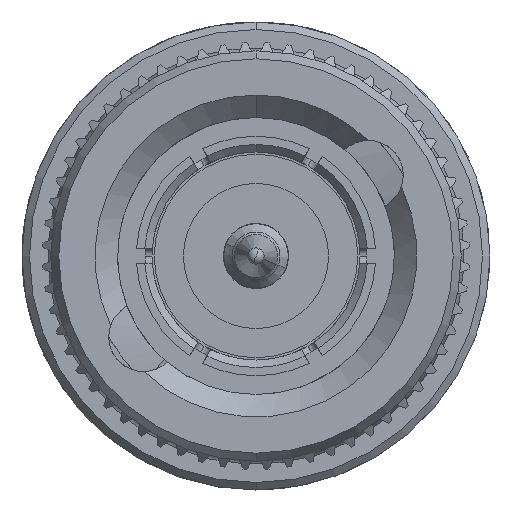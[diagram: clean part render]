
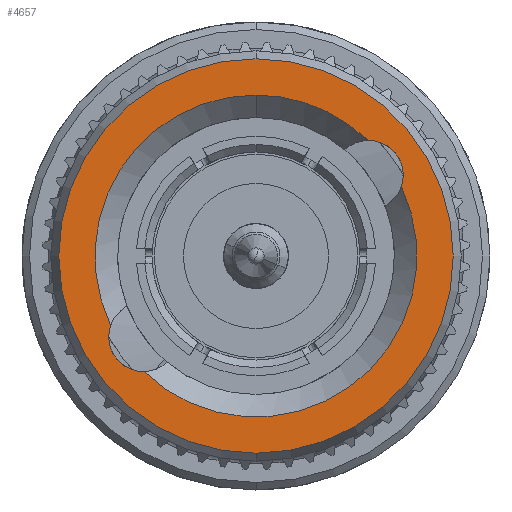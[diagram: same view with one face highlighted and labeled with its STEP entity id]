
A CAD part, front view. The second image highlights one B-rep face of the part: STEP entity #4657.
In plain terms, the highlighted face is planar.
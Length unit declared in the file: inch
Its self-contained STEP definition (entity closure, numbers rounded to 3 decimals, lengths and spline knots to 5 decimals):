
#264 = CARTESIAN_POINT ( 'NONE',  ( 0.33873, -0.15021, 0.10789 ) ) ;
#316 = CIRCLE ( 'NONE', #5311, 0.21494 ) ;
#465 = CARTESIAN_POINT ( 'NONE',  ( 0.33873, 0.15021, -0.15434 ) ) ;
#1041 = CIRCLE ( 'NONE', #2113, 0.04645 ) ;
#1422 = VERTEX_POINT ( 'NONE', #21875 ) ;
#1503 = DIRECTION ( 'NONE',  ( 1., 0., 0. ) ) ;
#1850 = DIRECTION ( 'NONE',  ( 0., 0., -1. ) ) ;
#1937 = EDGE_CURVE ( 'NONE', #19110, #18679, #15907, .T. ) ;
#2027 = CARTESIAN_POINT ( 'NONE',  ( 0.33873, 0.15021, -0.10789 ) ) ;
#2113 = AXIS2_PLACEMENT_3D ( 'NONE', #2027, #18991, #20539 ) ;
#2459 = AXIS2_PLACEMENT_3D ( 'NONE', #264, #1503, #15198 ) ;
#2498 = AXIS2_PLACEMENT_3D ( 'NONE', #4563, #14684, #11430 ) ;
#2530 = DIRECTION ( 'NONE',  ( 0., 0., -1. ) ) ;
#2829 = AXIS2_PLACEMENT_3D ( 'NONE', #20202, #9661, #15046 ) ;
#2894 = AXIS2_PLACEMENT_3D ( 'NONE', #6966, #13717, #17986 ) ;
#3023 = PLANE ( 'NONE',  #2829 ) ;
#3289 = CARTESIAN_POINT ( 'NONE',  ( 0.33873, 0., -0.26339 ) ) ;
#3866 = EDGE_CURVE ( 'NONE', #17600, #15626, #21861, .T. ) ;
#3917 = ORIENTED_EDGE ( 'NONE', *, *, #13507, .T. ) ;
#4563 = CARTESIAN_POINT ( 'NONE',  ( 0.33873, 0., 0. ) ) ;
#4654 = DIRECTION ( 'NONE',  ( 1., 0., 0. ) ) ;
#4657 = ADVANCED_FACE ( 'NONE', ( #13140, #13356 ), #3023, .F. ) ;
#5054 = EDGE_CURVE ( 'NONE', #18679, #10788, #316, .T. ) ;
#5311 = AXIS2_PLACEMENT_3D ( 'NONE', #21747, #11316, #9520 ) ;
#5787 = ORIENTED_EDGE ( 'NONE', *, *, #18387, .T. ) ;
#6222 = CARTESIAN_POINT ( 'NONE',  ( 0.33873, 0.15021, -0.10789 ) ) ;
#6966 = CARTESIAN_POINT ( 'NONE',  ( 0.33873, 0., 0. ) ) ;
#8135 = CARTESIAN_POINT ( 'NONE',  ( 0.33873, -0.15021, 0.10789 ) ) ;
#8475 = ORIENTED_EDGE ( 'NONE', *, *, #5054, .T. ) ;
#8527 = EDGE_CURVE ( 'NONE', #9752, #1422, #10620, .T. ) ;
#9520 = DIRECTION ( 'NONE',  ( 0., 0., -1. ) ) ;
#9661 = DIRECTION ( 'NONE',  ( 1., 0., 0. ) ) ;
#9752 = VERTEX_POINT ( 'NONE', #20861 ) ;
#10066 = DIRECTION ( 'NONE',  ( 0., 0., 1. ) ) ;
#10079 = CIRCLE ( 'NONE', #2894, 0.26339 ) ;
#10092 = EDGE_CURVE ( 'NONE', #11500, #19110, #1041, .T. ) ;
#10404 = DIRECTION ( 'NONE',  ( 1., 0., 0. ) ) ;
#10620 = CIRCLE ( 'NONE', #17784, 0.04645 ) ;
#10671 = ORIENTED_EDGE ( 'NONE', *, *, #15361, .T. ) ;
#10788 = VERTEX_POINT ( 'NONE', #13404 ) ;
#10874 = EDGE_CURVE ( 'NONE', #10788, #9752, #11779, .T. ) ;
#10893 = AXIS2_PLACEMENT_3D ( 'NONE', #20704, #10404, #1850 ) ;
#10949 = CARTESIAN_POINT ( 'NONE',  ( 0.33873, 0., 0. ) ) ;
#11316 = DIRECTION ( 'NONE',  ( 1., 0., 0. ) ) ;
#11368 = AXIS2_PLACEMENT_3D ( 'NONE', #10949, #19371, #2530 ) ;
#11430 = DIRECTION ( 'NONE',  ( 0., 0., 1. ) ) ;
#11500 = VERTEX_POINT ( 'NONE', #465 ) ;
#11505 = ORIENTED_EDGE ( 'NONE', *, *, #10092, .T. ) ;
#11779 = CIRCLE ( 'NONE', #2459, 0.04645 ) ;
#12269 = ORIENTED_EDGE ( 'NONE', *, *, #8527, .T. ) ;
#12580 = CARTESIAN_POINT ( 'NONE',  ( 0.33873, 0.14961, -0.15433 ) ) ;
#13140 = FACE_BOUND ( 'NONE', #17035, .T. ) ;
#13356 = FACE_OUTER_BOUND ( 'NONE', #17288, .T. ) ;
#13404 = CARTESIAN_POINT ( 'NONE',  ( 0.33873, -0.14961, 0.15433 ) ) ;
#13507 = EDGE_CURVE ( 'NONE', #18733, #11500, #15244, .T. ) ;
#13717 = DIRECTION ( 'NONE',  ( -1., 0., 0. ) ) ;
#14684 = DIRECTION ( 'NONE',  ( -1., 0., 0. ) ) ;
#14939 = CIRCLE ( 'NONE', #11368, 0.21494 ) ;
#15046 = DIRECTION ( 'NONE',  ( 0., 0., -1. ) ) ;
#15198 = DIRECTION ( 'NONE',  ( 0., 0., 1. ) ) ;
#15225 = ORIENTED_EDGE ( 'NONE', *, *, #3866, .T. ) ;
#15244 = CIRCLE ( 'NONE', #16671, 0.04645 ) ;
#15310 = ORIENTED_EDGE ( 'NONE', *, *, #1937, .T. ) ;
#15361 = EDGE_CURVE ( 'NONE', #15626, #17600, #10079, .T. ) ;
#15612 = CARTESIAN_POINT ( 'NONE',  ( 0.33873, 0., 0.21494 ) ) ;
#15626 = VERTEX_POINT ( 'NONE', #15688 ) ;
#15688 = CARTESIAN_POINT ( 'NONE',  ( 0.33873, 0., 0.26339 ) ) ;
#15907 = CIRCLE ( 'NONE', #10893, 0.21494 ) ;
#16671 = AXIS2_PLACEMENT_3D ( 'NONE', #6222, #4654, #16782 ) ;
#16782 = DIRECTION ( 'NONE',  ( 0., 0., -1. ) ) ;
#17035 = EDGE_LOOP ( 'NONE', ( #15310, #8475, #18861, #12269, #5787, #3917, #11505 ) ) ;
#17288 = EDGE_LOOP ( 'NONE', ( #15225, #10671 ) ) ;
#17600 = VERTEX_POINT ( 'NONE', #3289 ) ;
#17784 = AXIS2_PLACEMENT_3D ( 'NONE', #8135, #21712, #10066 ) ;
#17833 = CARTESIAN_POINT ( 'NONE',  ( 0.33873, 0.19403, -0.09247 ) ) ;
#17986 = DIRECTION ( 'NONE',  ( 0., 0., 1. ) ) ;
#18387 = EDGE_CURVE ( 'NONE', #1422, #18733, #14939, .T. ) ;
#18679 = VERTEX_POINT ( 'NONE', #15612 ) ;
#18733 = VERTEX_POINT ( 'NONE', #12580 ) ;
#18861 = ORIENTED_EDGE ( 'NONE', *, *, #10874, .T. ) ;
#18991 = DIRECTION ( 'NONE',  ( 1., 0., 0. ) ) ;
#19110 = VERTEX_POINT ( 'NONE', #17833 ) ;
#19371 = DIRECTION ( 'NONE',  ( 1., 0., 0. ) ) ;
#20202 = CARTESIAN_POINT ( 'NONE',  ( 0.33873, 0., -0.26339 ) ) ;
#20539 = DIRECTION ( 'NONE',  ( 0., 0., -1. ) ) ;
#20704 = CARTESIAN_POINT ( 'NONE',  ( 0.33873, 0., 0. ) ) ;
#20861 = CARTESIAN_POINT ( 'NONE',  ( 0.33873, -0.15021, 0.15434 ) ) ;
#21712 = DIRECTION ( 'NONE',  ( 1., 0., 0. ) ) ;
#21747 = CARTESIAN_POINT ( 'NONE',  ( 0.33873, 0., 0. ) ) ;
#21861 = CIRCLE ( 'NONE', #2498, 0.26339 ) ;
#21875 = CARTESIAN_POINT ( 'NONE',  ( 0.33873, -0.19403, 0.09247 ) ) ;
